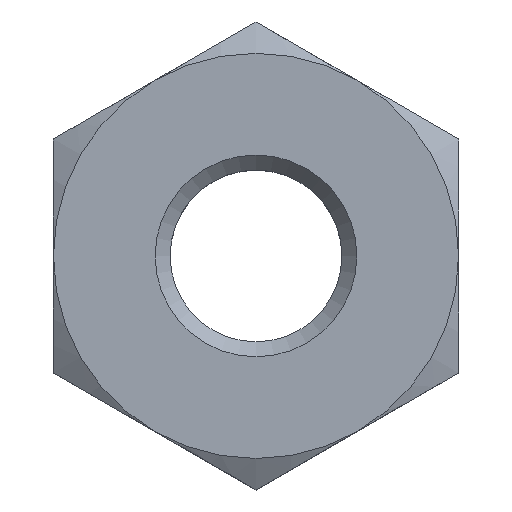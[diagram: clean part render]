
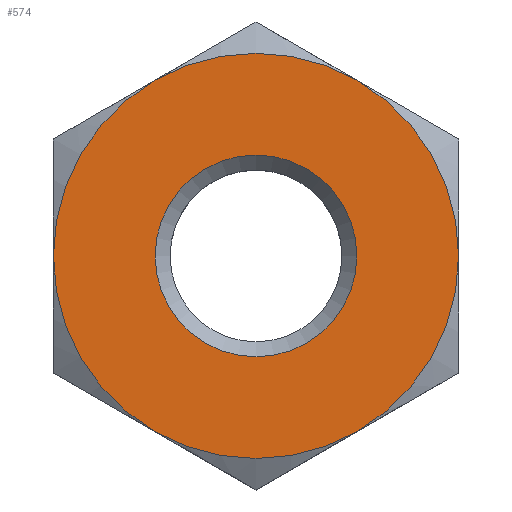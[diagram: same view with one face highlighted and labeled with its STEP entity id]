
A CAD part, top view. The second image highlights one B-rep face of the part: STEP entity #574.
In plain terms, the highlighted planar face has unit normal (0, 0, 1).
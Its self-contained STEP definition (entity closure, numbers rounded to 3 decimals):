
#51=CARTESIAN_POINT('',(6.75,-11.691,17.5));
#52=VERTEX_POINT('',#51);
#66=CARTESIAN_POINT('',(13.5,0.,17.5));
#67=VERTEX_POINT('',#66);
#81=CARTESIAN_POINT('',(0.0,0.0,17.5));
#82=DIRECTION('',(0.0,0.0,1.0));
#83=DIRECTION('',(-1.0,0.0,0.0));
#84=AXIS2_PLACEMENT_3D('',#81,#82,#83);
#85=CIRCLE('',#84,13.5);
#86=EDGE_CURVE('',#52,#67,#85,.T.);
#98=CARTESIAN_POINT('',(-6.75,-11.691,17.5));
#99=VERTEX_POINT('',#98);
#126=CARTESIAN_POINT('',(0.0,0.0,17.5));
#127=DIRECTION('',(0.0,0.0,1.0));
#128=DIRECTION('',(-1.0,0.0,0.0));
#129=AXIS2_PLACEMENT_3D('',#126,#127,#128);
#130=CIRCLE('',#129,13.5);
#131=EDGE_CURVE('',#99,#52,#130,.T.);
#143=CARTESIAN_POINT('',(-13.5,0.0,17.5));
#144=VERTEX_POINT('',#143);
#171=CARTESIAN_POINT('',(0.0,0.0,17.5));
#172=DIRECTION('',(0.0,0.0,1.0));
#173=DIRECTION('',(-1.0,0.0,0.0));
#174=AXIS2_PLACEMENT_3D('',#171,#172,#173);
#175=CIRCLE('',#174,13.5);
#176=EDGE_CURVE('',#144,#99,#175,.T.);
#201=CARTESIAN_POINT('',(-6.75,11.691,17.5));
#202=VERTEX_POINT('',#201);
#203=CARTESIAN_POINT('',(0.0,0.0,17.5));
#204=DIRECTION('',(0.0,0.0,1.0));
#205=DIRECTION('',(-1.0,0.0,0.0));
#206=AXIS2_PLACEMENT_3D('',#203,#204,#205);
#207=CIRCLE('',#206,13.5);
#208=EDGE_CURVE('',#202,#144,#207,.T.);
#246=CARTESIAN_POINT('',(6.75,11.691,17.5));
#247=VERTEX_POINT('',#246);
#248=CARTESIAN_POINT('',(0.0,0.0,17.5));
#249=DIRECTION('',(0.0,0.0,1.0));
#250=DIRECTION('',(-1.0,0.0,0.0));
#251=AXIS2_PLACEMENT_3D('',#248,#249,#250);
#252=CIRCLE('',#251,13.5);
#253=EDGE_CURVE('',#247,#202,#252,.T.);
#291=CARTESIAN_POINT('',(0.0,0.0,17.5));
#292=DIRECTION('',(0.0,0.0,1.0));
#293=DIRECTION('',(-1.0,0.0,0.0));
#294=AXIS2_PLACEMENT_3D('',#291,#292,#293);
#295=CIRCLE('',#294,13.5);
#296=EDGE_CURVE('',#67,#247,#295,.T.);
#505=CARTESIAN_POINT('',(6.723,0.,17.5));
#506=VERTEX_POINT('',#505);
#507=CARTESIAN_POINT('',(0.,0.,17.5));
#508=DIRECTION('',(0.0,0.0,1.0));
#509=DIRECTION('',(-1.0,0.0,0.0));
#510=AXIS2_PLACEMENT_3D('',#507,#508,#509);
#511=CIRCLE('',#510,6.723);
#512=EDGE_CURVE('',#506,#506,#511,.T.);
#558=CARTESIAN_POINT('',(0.,0.,17.5));
#559=DIRECTION('',(0.0,0.0,1.0));
#560=DIRECTION('',(1.0,0.0,0.0));
#561=AXIS2_PLACEMENT_3D('',#558,#559,#560);
#562=PLANE('',#561);
#563=ORIENTED_EDGE('',*,*,#296,.T.);
#564=ORIENTED_EDGE('',*,*,#253,.T.);
#565=ORIENTED_EDGE('',*,*,#208,.T.);
#566=ORIENTED_EDGE('',*,*,#176,.T.);
#567=ORIENTED_EDGE('',*,*,#131,.T.);
#568=ORIENTED_EDGE('',*,*,#86,.T.);
#569=EDGE_LOOP('',(#563,#564,#565,#566,#567,#568));
#570=FACE_OUTER_BOUND('',#569,.T.);
#571=ORIENTED_EDGE('',*,*,#512,.F.);
#572=EDGE_LOOP('',(#571));
#573=FACE_BOUND('',#572,.T.);
#574=ADVANCED_FACE('',(#570,#573),#562,.T.);
